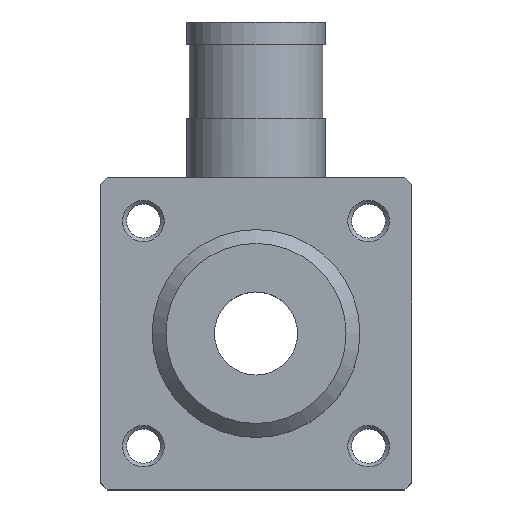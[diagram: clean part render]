
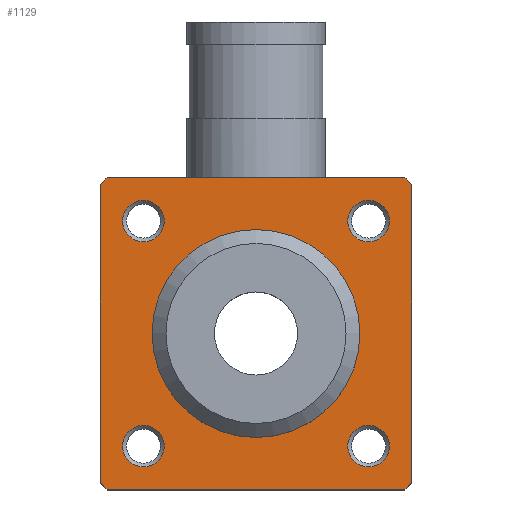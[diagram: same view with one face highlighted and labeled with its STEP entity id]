
A CAD part, top view. The second image highlights one B-rep face of the part: STEP entity #1129.
In plain terms, the highlighted planar face has unit normal (0, 0, 1).
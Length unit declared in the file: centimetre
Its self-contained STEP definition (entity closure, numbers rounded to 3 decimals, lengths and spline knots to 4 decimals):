
#73=CARTESIAN_POINT('',(-1.5,2.25,4.8));
#74=VERTEX_POINT('',#73);
#75=CARTESIAN_POINT('',(0.0,2.25,4.8));
#76=DIRECTION('',(0.0,0.0,1.0));
#77=DIRECTION('',(1.0,0.0,0.0));
#78=AXIS2_PLACEMENT_3D('',#75,#76,#77);
#79=CIRCLE('',#78,1.5);
#80=EDGE_CURVE('',#74,#74,#79,.T.);
#690=CARTESIAN_POINT('',(1.325,0.625,4.8));
#691=VERTEX_POINT('',#690);
#692=CARTESIAN_POINT('',(1.625,0.625,4.8));
#693=DIRECTION('',(0.0,0.0,-1.0));
#694=DIRECTION('',(1.0,0.0,0.0));
#695=AXIS2_PLACEMENT_3D('',#692,#693,#694);
#696=CIRCLE('',#695,0.3);
#697=EDGE_CURVE('',#691,#691,#696,.T.);
#758=CARTESIAN_POINT('',(-1.925,3.875,4.8));
#759=VERTEX_POINT('',#758);
#760=CARTESIAN_POINT('',(-1.625,3.875,4.8));
#761=DIRECTION('',(0.0,0.0,-1.0));
#762=DIRECTION('',(1.0,0.0,0.0));
#763=AXIS2_PLACEMENT_3D('',#760,#761,#762);
#764=CIRCLE('',#763,0.3);
#765=EDGE_CURVE('',#759,#759,#764,.T.);
#826=CARTESIAN_POINT('',(1.325,3.875,4.8));
#827=VERTEX_POINT('',#826);
#828=CARTESIAN_POINT('',(1.625,3.875,4.8));
#829=DIRECTION('',(0.0,0.0,-1.0));
#830=DIRECTION('',(1.0,0.0,0.0));
#831=AXIS2_PLACEMENT_3D('',#828,#829,#830);
#832=CIRCLE('',#831,0.3);
#833=EDGE_CURVE('',#827,#827,#832,.T.);
#894=CARTESIAN_POINT('',(-1.925,0.625,4.8));
#895=VERTEX_POINT('',#894);
#896=CARTESIAN_POINT('',(-1.625,0.625,4.8));
#897=DIRECTION('',(0.0,0.0,-1.0));
#898=DIRECTION('',(1.0,0.0,0.0));
#899=AXIS2_PLACEMENT_3D('',#896,#897,#898);
#900=CIRCLE('',#899,0.3);
#901=EDGE_CURVE('',#895,#895,#900,.T.);
#1043=CARTESIAN_POINT('',(0.0,0.0,4.8));
#1044=DIRECTION('',(0.0,0.0,1.0));
#1045=DIRECTION('',(1.0,0.0,0.0));
#1046=AXIS2_PLACEMENT_3D('',#1043,#1044,#1045);
#1047=PLANE('',#1046);
#1048=CARTESIAN_POINT('',(-2.25,4.4,4.8));
#1049=VERTEX_POINT('',#1048);
#1050=CARTESIAN_POINT('',(-2.25,0.1,4.8));
#1051=VERTEX_POINT('',#1050);
#1052=CARTESIAN_POINT('',(-2.25,4.4,4.8));
#1053=DIRECTION('',(0.0,-1.0,0.0));
#1054=VECTOR('',#1053,4.3);
#1055=LINE('',#1052,#1054);
#1056=EDGE_CURVE('',#1049,#1051,#1055,.T.);
#1057=ORIENTED_EDGE('',*,*,#1056,.T.);
#1058=CARTESIAN_POINT('',(-2.15,0.0,4.8));
#1059=VERTEX_POINT('',#1058);
#1060=CARTESIAN_POINT('',(-2.25,0.1,4.8));
#1061=DIRECTION('',(0.707,-0.707,0.0));
#1062=VECTOR('',#1061,0.1414);
#1063=LINE('',#1060,#1062);
#1064=EDGE_CURVE('',#1051,#1059,#1063,.T.);
#1065=ORIENTED_EDGE('',*,*,#1064,.T.);
#1066=CARTESIAN_POINT('',(2.15,0.0,4.8));
#1067=VERTEX_POINT('',#1066);
#1068=CARTESIAN_POINT('',(-2.15,0.0,4.8));
#1069=DIRECTION('',(1.0,0.0,0.0));
#1070=VECTOR('',#1069,4.3);
#1071=LINE('',#1068,#1070);
#1072=EDGE_CURVE('',#1059,#1067,#1071,.T.);
#1073=ORIENTED_EDGE('',*,*,#1072,.T.);
#1074=CARTESIAN_POINT('',(2.25,0.1,4.8));
#1075=VERTEX_POINT('',#1074);
#1076=CARTESIAN_POINT('',(2.15,0.0,4.8));
#1077=DIRECTION('',(0.707,0.707,0.0));
#1078=VECTOR('',#1077,0.1414);
#1079=LINE('',#1076,#1078);
#1080=EDGE_CURVE('',#1067,#1075,#1079,.T.);
#1081=ORIENTED_EDGE('',*,*,#1080,.T.);
#1082=CARTESIAN_POINT('',(2.25,4.4,4.8));
#1083=VERTEX_POINT('',#1082);
#1084=CARTESIAN_POINT('',(2.25,0.1,4.8));
#1085=DIRECTION('',(0.0,1.0,0.0));
#1086=VECTOR('',#1085,4.3);
#1087=LINE('',#1084,#1086);
#1088=EDGE_CURVE('',#1075,#1083,#1087,.T.);
#1089=ORIENTED_EDGE('',*,*,#1088,.T.);
#1090=CARTESIAN_POINT('',(2.15,4.5,4.8));
#1091=VERTEX_POINT('',#1090);
#1092=CARTESIAN_POINT('',(2.25,4.4,4.8));
#1093=DIRECTION('',(-0.707,0.707,0.0));
#1094=VECTOR('',#1093,0.1414);
#1095=LINE('',#1092,#1094);
#1096=EDGE_CURVE('',#1083,#1091,#1095,.T.);
#1097=ORIENTED_EDGE('',*,*,#1096,.T.);
#1098=CARTESIAN_POINT('',(-2.15,4.5,4.8));
#1099=VERTEX_POINT('',#1098);
#1100=CARTESIAN_POINT('',(2.15,4.5,4.8));
#1101=DIRECTION('',(-1.0,0.0,0.0));
#1102=VECTOR('',#1101,4.3);
#1103=LINE('',#1100,#1102);
#1104=EDGE_CURVE('',#1091,#1099,#1103,.T.);
#1105=ORIENTED_EDGE('',*,*,#1104,.T.);
#1106=CARTESIAN_POINT('',(-2.15,4.5,4.8));
#1107=DIRECTION('',(-0.707,-0.707,0.0));
#1108=VECTOR('',#1107,0.1414);
#1109=LINE('',#1106,#1108);
#1110=EDGE_CURVE('',#1099,#1049,#1109,.T.);
#1111=ORIENTED_EDGE('',*,*,#1110,.T.);
#1112=EDGE_LOOP('',(#1057,#1065,#1073,#1081,#1089,#1097,#1105,#1111));
#1113=FACE_OUTER_BOUND('',#1112,.T.);
#1114=ORIENTED_EDGE('',*,*,#833,.T.);
#1115=EDGE_LOOP('',(#1114));
#1116=FACE_BOUND('',#1115,.T.);
#1117=ORIENTED_EDGE('',*,*,#765,.T.);
#1118=EDGE_LOOP('',(#1117));
#1119=FACE_BOUND('',#1118,.T.);
#1120=ORIENTED_EDGE('',*,*,#697,.T.);
#1121=EDGE_LOOP('',(#1120));
#1122=FACE_BOUND('',#1121,.T.);
#1123=ORIENTED_EDGE('',*,*,#901,.T.);
#1124=EDGE_LOOP('',(#1123));
#1125=FACE_BOUND('',#1124,.T.);
#1126=ORIENTED_EDGE('',*,*,#80,.F.);
#1127=EDGE_LOOP('',(#1126));
#1128=FACE_BOUND('',#1127,.T.);
#1129=ADVANCED_FACE('',(#1113,#1116,#1119,#1122,#1125,#1128),#1047,.T.);
